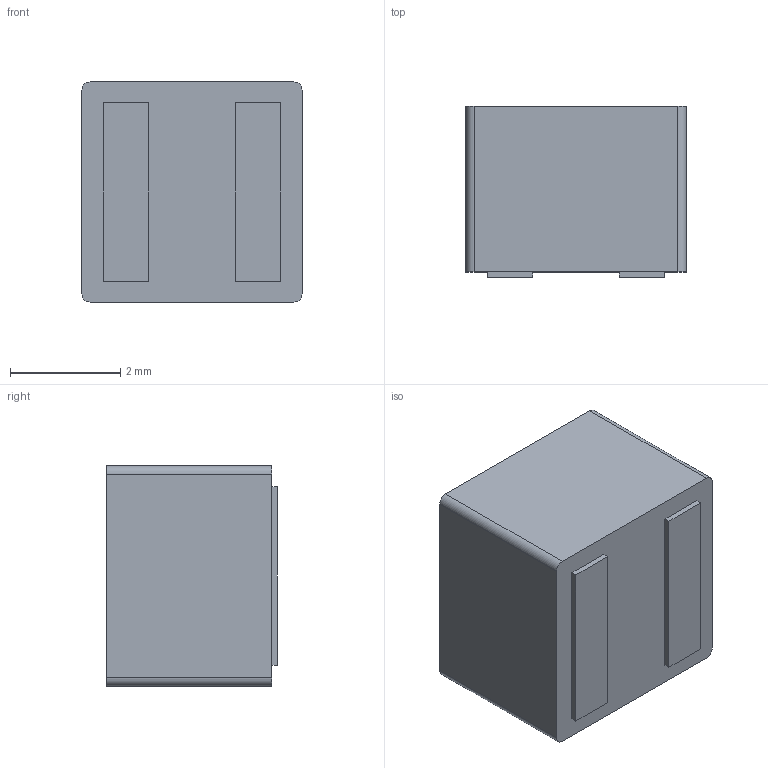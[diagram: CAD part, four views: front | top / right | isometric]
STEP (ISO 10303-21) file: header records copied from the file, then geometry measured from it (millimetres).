
FILE_DESCRIPTION (( 'STEP AP214' ), '1' );
FILE_NAME ('XEL4030-102MEC.STEP', '2025-03-03T17:20:46', ( '' ), ( '' ), 'SwSTEP 2.0', 'SolidWorks 2021', '' );
FILE_SCHEMA (( 'AUTOMOTIVE_DESIGN' ));
Length unit declared in the file: millimetre
Products named in the file (1): XEL4030-102MEC
Bounding box: 4 x 3.1 x 4 mm (x, y, z)
Volume: 48.5 mm3; surface area: 92.9 mm2
Topology: 4 solids, 4 shells, 33 faces, 72 edges, 48 vertices
Faces by surface type: plane 29, cylinder 4
Entity records: 955 total; most frequent: CARTESIAN_POINT 154, DIRECTION 148, ORIENTED_EDGE 144, EDGE_CURVE 72, VECTOR 64, LINE 64, VERTEX_POINT 48, AXIS2_PLACEMENT_3D 42
